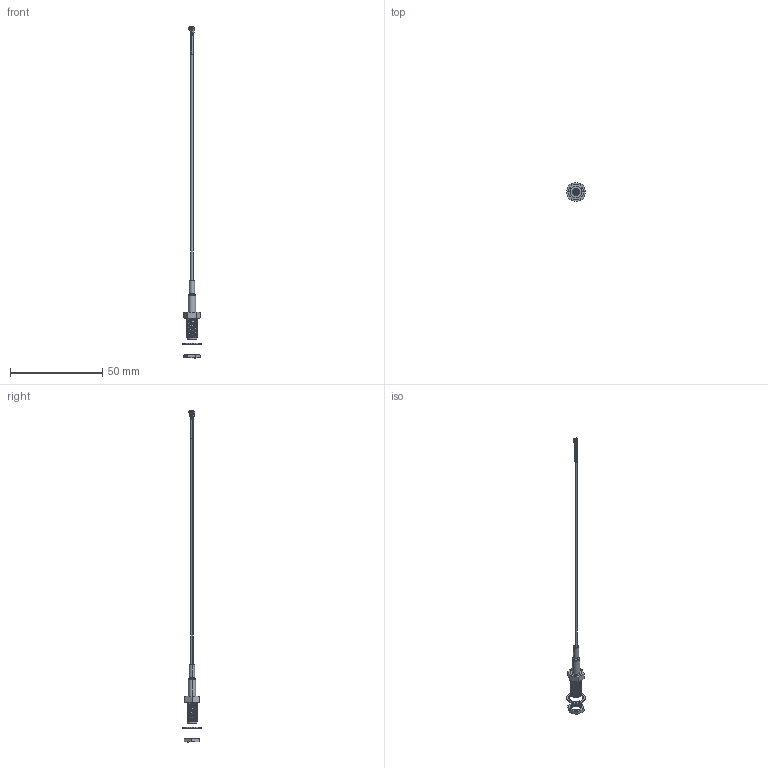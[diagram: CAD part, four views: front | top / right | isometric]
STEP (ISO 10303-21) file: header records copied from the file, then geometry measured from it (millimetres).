
FILE_DESCRIPTION (( 'STEP AP214' ), '1' );
FILE_NAME ('CAB.01035_Web.STEP', '2026-01-26T01:16:54', ( '' ), ( '' ), 'SwSTEP 2.0', 'SolidWorks 2024', '' );
FILE_SCHEMA (( 'AUTOMOTIVE_DESIGN' ));
Length unit declared in the file: millimetre
Products named in the file (9): STD SMA(F)BKST_3.4L.Au_default; Coaxial 1.32; U.FL-LP-066HF(2); 001315C010000A (for 1.37 cable)_Black_RG178; CAB.01035_Web; SMA Nut; SMA Washer; U.FL-LP-066HF; U_FL-LP-066HF
Assembly tree (8 placements, depth 4):
  CAB.01035_Web
    Coaxial 1.32
    STD SMA(F)BKST_3.4L.Au_default
    001315C010000A (for 1.37 cable)_Black_RG178
    SMA Washer
    SMA Nut
    U.FL-LP-066HF
      U.FL-LP-066HF(2)
        U_FL-LP-066HF
Bounding box: 10.2 x 10.2 x 180.13 mm (x, y, z)
Volume: 781.9 mm3; surface area: 2168.5 mm2
Topology: 5 solids, 9 shells, 541 faces, 1422 edges, 923 vertices
Faces by surface type: plane 297, cylinder 142, cone 50, bspline 33, torus 19
Entity records: 32476 total; most frequent: CARTESIAN_POINT 19450, ORIENTED_EDGE 2799, DIRECTION 2399, EDGE_CURVE 1412, VERTEX_POINT 918, AXIS2_PLACEMENT_3D 820, LINE 759, VECTOR 759
